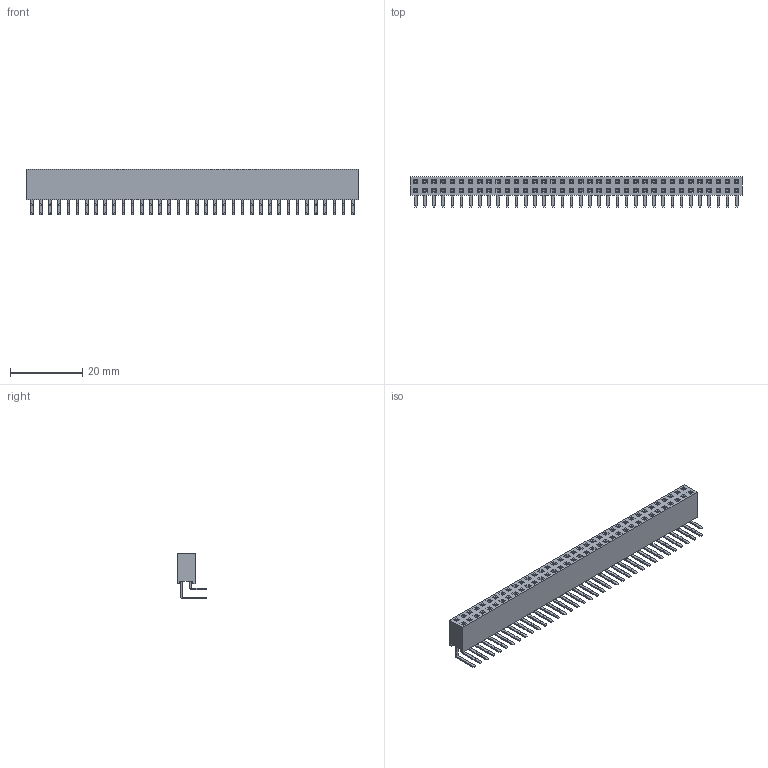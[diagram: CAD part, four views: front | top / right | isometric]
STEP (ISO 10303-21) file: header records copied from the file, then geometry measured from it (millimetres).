
FILE_DESCRIPTION(/* description */ ('Unknown'),/* implementation_level */ '2;1');
FILE_NAME(/* name */ '613072243121',/* time_stamp */ '2016-01-05T14:43:48+01:00',/* author */ ('Unknown'),/* organization */ ('Unknown'),/* preprocessor_version */ 'ST-DEVELOPER v16',/* originating_system */ 'DEX',/* authorisation */ $);
FILE_SCHEMA (('AUTOMOTIVE_DESIGN { 1 0 10303 214 3 1 1 }','AUTOMOTIVE_DESIGN {1 0 10303 214 3 1 1}'));
Length unit declared in the file: millimetre
Products named in the file (4): 6130xx243121; 613072243121; 6130xx243121_PIN; 6130xx243121_PIN_G
Assembly tree (73 placements, depth 2):
  6130xx243121
    613072243121
    6130xx243121_PIN  x36
    6130xx243121_PIN_G  x36
Bounding box: 91.94 x 8.3 x 12.6 mm (x, y, z)
Volume: 3438.8 mm3; surface area: 8822.2 mm2
Topology: 73 solids, 73 shells, 3394 faces, 9168 edges, 5920 vertices
Faces by surface type: plane 2962, cylinder 288, bspline 144
Entity records: 38616 total; most frequent: CARTESIAN_POINT 6880, ORIENTED_EDGE 6716, DIRECTION 5954, EDGE_CURVE 3358, LINE 3334, VECTOR 3334, VERTEX_POINT 2140, EDGE_LOOP 1368
